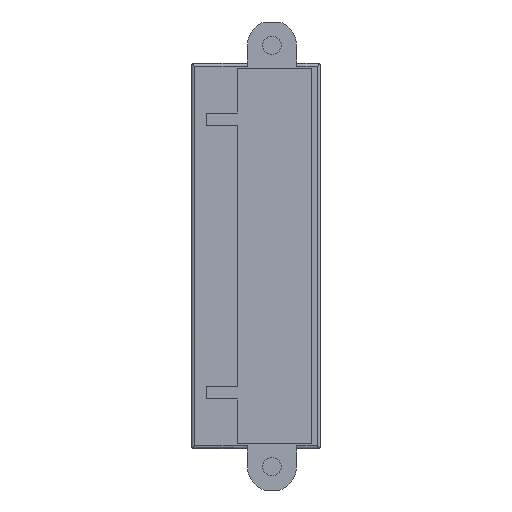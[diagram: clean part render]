
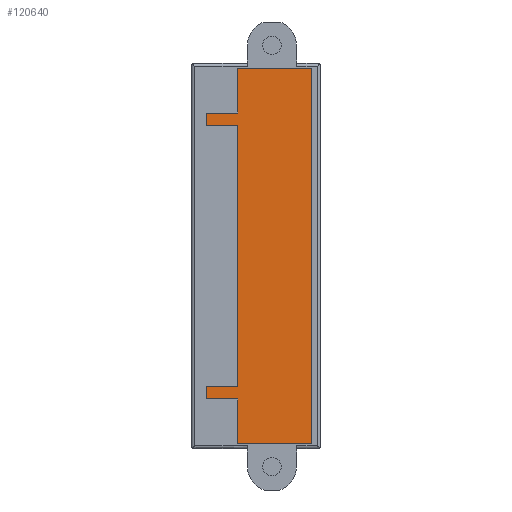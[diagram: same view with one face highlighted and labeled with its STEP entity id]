
A CAD part, left-side view. The second image highlights one B-rep face of the part: STEP entity #120640.
In plain terms, the highlighted face is planar.
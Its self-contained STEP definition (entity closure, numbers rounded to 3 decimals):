
#27930=CARTESIAN_POINT('',(0.8,16.,9.1));
#27940=VERTEX_POINT('',#27930);
#27970=CARTESIAN_POINT('',(0.8,16.,0.));
#27980=DIRECTION('',(-0.,0.,-1.));
#27990=VECTOR('',#27980,1.);
#28000=LINE('',#27970,#27990);
#28010=CARTESIAN_POINT('',(0.8,16.,-9.));
#28020=VERTEX_POINT('',#28010);
#28030=EDGE_CURVE('',#27940,#28020,#28000,.T.);
#33320=CARTESIAN_POINT('',(61.96,16.,-9.));
#33330=VERTEX_POINT('',#33320);
#33450=CARTESIAN_POINT('',(15.24,16.,-9.));
#33460=DIRECTION('',(1.,0.,0.));
#33470=VECTOR('',#33460,1.);
#33480=LINE('',#33450,#33470);
#33490=EDGE_CURVE('',#28020,#33330,#33480,.T.);
#120280=CARTESIAN_POINT('',(61.96,16.,9.1));
#120290=VERTEX_POINT('',#120280);
#120320=CARTESIAN_POINT('',(15.24,16.,9.1));
#120330=DIRECTION('',(1.,0.,0.));
#120340=VECTOR('',#120330,1.);
#120350=LINE('',#120320,#120340);
#120360=EDGE_CURVE('',#27940,#120290,#120350,.T.);
#120480=CARTESIAN_POINT('',(17.24,16.,-2.));
#120490=DIRECTION('',(-0.,-1.,-0.));
#120500=DIRECTION('',(-1.,0.,0.));
#120510=AXIS2_PLACEMENT_3D('',#120480,#120490,#120500);
#120520=PLANE('',#120510);
#120530=CARTESIAN_POINT('',(61.96,16.,0.));
#120540=DIRECTION('',(0.,0.,1.));
#120550=VECTOR('',#120540,1.);
#120560=LINE('',#120530,#120550);
#120570=EDGE_CURVE('',#33330,#120290,#120560,.T.);
#120580=ORIENTED_EDGE('',*,*,#120570,.T.);
#120590=ORIENTED_EDGE('',*,*,#33490,.T.);
#120600=ORIENTED_EDGE('',*,*,#28030,.T.);
#120610=ORIENTED_EDGE('',*,*,#120360,.F.);
#120620=EDGE_LOOP('',(#120610,#120600,#120590,#120580));
#120630=FACE_OUTER_BOUND('',#120620,.T.);
#120640=ADVANCED_FACE('',(#120630),#120520,.T.);
